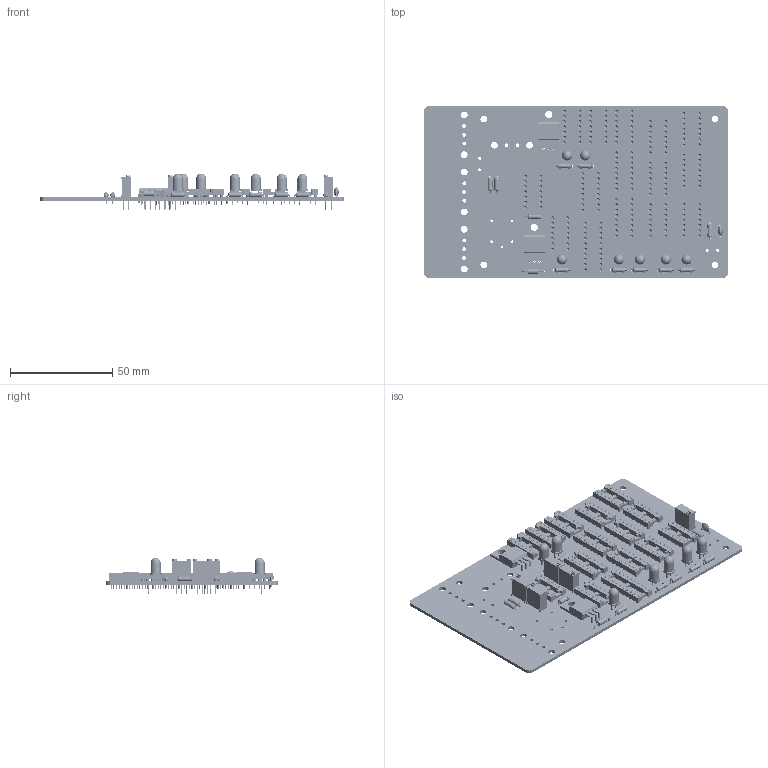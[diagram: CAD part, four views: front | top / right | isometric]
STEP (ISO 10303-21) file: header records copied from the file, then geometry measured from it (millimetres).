
FILE_DESCRIPTION(('KiCad electronic assembly'),'2;1');
FILE_NAME('New BSPD.step','2024-05-19T20:25:12',('Pcbnew'),('Kicad'), 'Open CASCADE STEP processor 7.7','KiCad to STEP converter','Unknown' );
FILE_SCHEMA(('AUTOMOTIVE_DESIGN { 1 0 10303 214 1 1 1 1 }'));
Length unit declared in the file: millimetre
Products named in the file (22): New BSPD 1; LED_D5.0mm; R_Axial_DIN0207_L6.3mm_D2.5mm_P7.62mm_Horizontal; R_Axial_DIN0207_L63mm_D25mm_P762mm_Horizontal; DIP-20_W7.62mm_Socket; DIP_20_W762mm_Socket; DIP-14_W7.62mm_Socket; DIP_14_W762mm_Socket; Potentiometer_Bourns_3296Y_Vertical; C_Disc_D5.0mm_W2.5mm_P5.00mm; C_Disc_D50mm_W25mm_P500mm; DIP-16_W7.62mm_Socket; DIP_16_W762mm_Socket; TO-220-3_Horizontal_TabDown; C_0603_1608Metric; D_DO-41_SOD81_P10.16mm_Horizontal; _autosave-New BSPD_PCB
Assembly tree (54 placements, depth 3):
  New BSPD 1
    LED_D5.0mm  x7
      LED_D5.0mm
    R_Axial_DIN0207_L6.3mm_D2.5mm_P7.62mm_Horizontal  x11
      R_Axial_DIN0207_L63mm_D25mm_P762mm_Horizontal
    DIP-20_W7.62mm_Socket
      DIP_20_W762mm_Socket
    DIP-14_W7.62mm_Socket  x11
      DIP_14_W762mm_Socket
    Potentiometer_Bourns_3296Y_Vertical  x5
      Potentiometer_Bourns_3296Y_Vertical
    C_Disc_D5.0mm_W2.5mm_P5.00mm
      C_Disc_D50mm_W25mm_P500mm
    DIP-16_W7.62mm_Socket  x3
      DIP_16_W762mm_Socket
    TO-220-3_Horizontal_TabDown  x2
      TO-220-3_Horizontal_TabDown
    C_0603_1608Metric
      C_0603_1608Metric
    D_DO-41_SOD81_P10.16mm_Horizontal
      D_DO-41_SOD81_P10.16mm_Horizontal
    _autosave-New BSPD_PCB
Bounding box: 148.59 x 83.82 x 17.93 mm (x, y, z)
Volume: 29560.9 mm3; surface area: 43458.8 mm2
Topology: 44 solids, 44 shells, 4226 faces, 8331 edges, 5355 vertices
Faces by surface type: plane 1994, cylinder 1509, cone 666, torus 46, sphere 9, revolution 2
Full cylindrical faces by diameter (mm): 0.5 x4, 0.508 x444, 0.51 x15, 0.6 x22, 0.8 x265, 0.9 x14, 1.1 x8, 1.3 x5, 1.5 x4, 1.524 x222, 1.7 x2, 1.724 x222, 1.8 x9, 2.19 x5, 2.25 x11, 2.5 x22, 2.7 x2, 2.72 x1, 3.2 x4, 3.3 x8, 3.5 x2, 3.735 x2, 4.9 x7
Entity records: 43425 total; most frequent: DIRECTION 6722, CARTESIAN_POINT 6332, ORIENTED_EDGE 5460, EDGE_CURVE 2730, AXIS2_PLACEMENT_3D 2703, FACE_BOUND 2149, EDGE_LOOP 2149, VERTEX_POINT 1773
